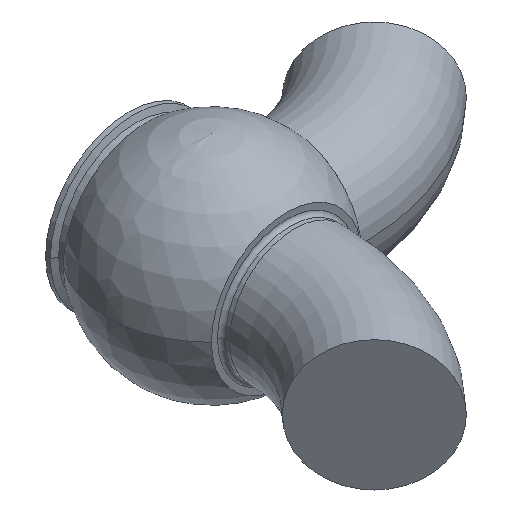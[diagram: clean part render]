
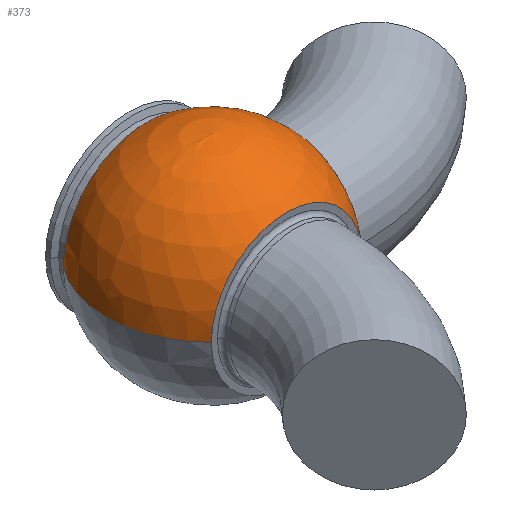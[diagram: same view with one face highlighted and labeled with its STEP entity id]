
A CAD part, isometric view. The second image highlights one B-rep face of the part: STEP entity #373.
In plain terms, the highlighted spherical face has radius 82.55 mm.
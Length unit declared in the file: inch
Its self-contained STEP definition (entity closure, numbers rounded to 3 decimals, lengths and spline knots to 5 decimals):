
#17 = CIRCLE ( 'NONE', #307, 2.30617 ) ;
#43 = CARTESIAN_POINT ( 'NONE',  ( 2.42, 2.017, 0.79863 ) ) ;
#50 = ORIENTED_EDGE ( 'NONE', *, *, #555, .F. ) ;
#84 = CARTESIAN_POINT ( 'NONE',  ( 2.42, 0., 0. ) ) ;
#88 = DIRECTION ( 'NONE',  ( 0., 0., 1. ) ) ;
#90 = CARTESIAN_POINT ( 'NONE',  ( 0., -2.29, 0. ) ) ;
#140 = DIRECTION ( 'NONE',  ( 0., 1., 0. ) ) ;
#152 = DIRECTION ( 'NONE',  ( 0., 0., 1. ) ) ;
#153 = CARTESIAN_POINT ( 'NONE',  ( 0., 0., 0. ) ) ;
#160 = DIRECTION ( 'NONE',  ( -1., 0., 0. ) ) ;
#167 = DIRECTION ( 'NONE',  ( 0., 0., 1. ) ) ;
#211 = VERTEX_POINT ( 'NONE', #357 ) ;
#213 = DIRECTION ( 'NONE',  ( -1., 0., 0. ) ) ;
#228 = CARTESIAN_POINT ( 'NONE',  ( 0., 0., 0. ) ) ;
#251 = CIRCLE ( 'NONE', #352, 3.25 ) ;
#295 = VERTEX_POINT ( 'NONE', #738 ) ;
#305 = CARTESIAN_POINT ( 'NONE',  ( -2.30617, -2.29, 0. ) ) ;
#307 = AXIS2_PLACEMENT_3D ( 'NONE', #90, #525, #160 ) ;
#311 = CIRCLE ( 'NONE', #540, 2.54837 ) ;
#326 = VERTEX_POINT ( 'NONE', #305 ) ;
#352 = AXIS2_PLACEMENT_3D ( 'NONE', #153, #587, #213 ) ;
#357 = CARTESIAN_POINT ( 'NONE',  ( 2.30617, -2.29, 0. ) ) ;
#373 = ADVANCED_FACE ( 'NONE', ( #725 ), #424, .T. ) ;
#374 = VERTEX_POINT ( 'NONE', #43 ) ;
#424 = SPHERICAL_SURFACE ( 'NONE', #695, 3.25 ) ;
#430 = AXIS2_PLACEMENT_3D ( 'NONE', #457, #88, #523 ) ;
#439 = DIRECTION ( 'NONE',  ( -1., 0., 0. ) ) ;
#457 = CARTESIAN_POINT ( 'NONE',  ( 0., 0., 0. ) ) ;
#486 = ORIENTED_EDGE ( 'NONE', *, *, #636, .T. ) ;
#497 = ORIENTED_EDGE ( 'NONE', *, *, #594, .F. ) ;
#506 = CARTESIAN_POINT ( 'NONE',  ( 0., 2.017, 0. ) ) ;
#519 = DIRECTION ( 'NONE',  ( 1., 0., 0. ) ) ;
#523 = DIRECTION ( 'NONE',  ( 1., 0., 0. ) ) ;
#525 = DIRECTION ( 'NONE',  ( 0., 1., 0. ) ) ;
#538 = ORIENTED_EDGE ( 'NONE', *, *, #657, .T. ) ;
#540 = AXIS2_PLACEMENT_3D ( 'NONE', #506, #140, #576 ) ;
#553 = CIRCLE ( 'NONE', #430, 3.25 ) ;
#555 = EDGE_CURVE ( 'NONE', #326, #295, #251, .T. ) ;
#576 = DIRECTION ( 'NONE',  ( -1., 0., 0. ) ) ;
#587 = DIRECTION ( 'NONE',  ( 0., 0., -1. ) ) ;
#594 = EDGE_CURVE ( 'NONE', #295, #374, #311, .T. ) ;
#599 = ORIENTED_EDGE ( 'NONE', *, *, #648, .F. ) ;
#636 = EDGE_CURVE ( 'NONE', #326, #211, #17, .T. ) ;
#648 = EDGE_CURVE ( 'NONE', #374, #701, #681, .T. ) ;
#657 = EDGE_CURVE ( 'NONE', #211, #701, #553, .T. ) ;
#666 = CARTESIAN_POINT ( 'NONE',  ( 2.42, -2.16935, 0. ) ) ;
#681 = CIRCLE ( 'NONE', #710, 2.16935 ) ;
#695 = AXIS2_PLACEMENT_3D ( 'NONE', #228, #167, #439 ) ;
#701 = VERTEX_POINT ( 'NONE', #666 ) ;
#710 = AXIS2_PLACEMENT_3D ( 'NONE', #84, #519, #152 ) ;
#725 = FACE_OUTER_BOUND ( 'NONE', #758, .T. ) ;
#738 = CARTESIAN_POINT ( 'NONE',  ( -2.54837, 2.017, 0. ) ) ;
#758 = EDGE_LOOP ( 'NONE', ( #486, #538, #599, #497, #50 ) ) ;
